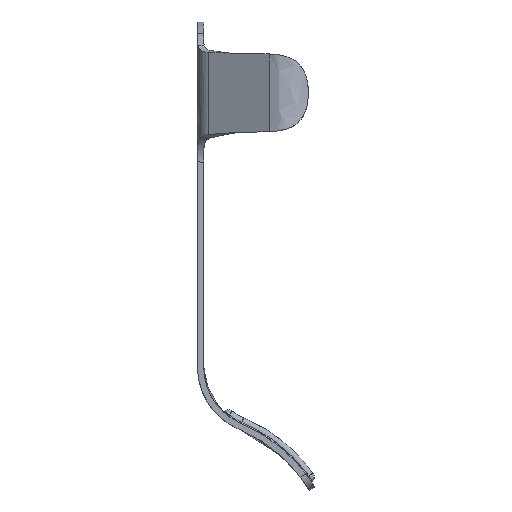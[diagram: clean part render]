
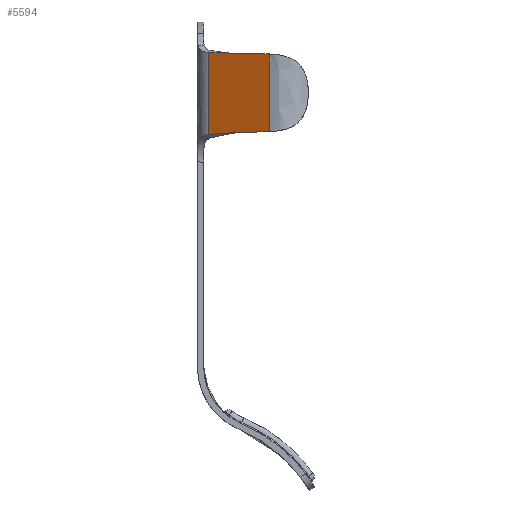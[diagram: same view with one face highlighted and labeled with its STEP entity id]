
A CAD part, left-side view. The second image highlights one B-rep face of the part: STEP entity #5594.
In plain terms, the highlighted free-form (B-spline) face has degree [1, 1] with [2, 2] control points.
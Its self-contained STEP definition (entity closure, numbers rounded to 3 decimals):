
#4613=CARTESIAN_POINT('',(-7.033,-0.89,4.531));
#4614=VERTEX_POINT('',#4613);
#4638=CARTESIAN_POINT('',(-7.605,-1.946,4.497));
#4639=VERTEX_POINT('',#4638);
#4640=CARTESIAN_POINT('',(-7.605,-1.946,4.497));
#4641=CARTESIAN_POINT('',(-7.414,-1.594,4.5));
#4642=CARTESIAN_POINT('',(-7.224,-1.242,4.509));
#4643=CARTESIAN_POINT('',(-7.033,-0.89,4.531));
#4644=QUASI_UNIFORM_CURVE('',3,(#4640,#4641,#4642,#4643),.UNSPECIFIED.,.F.,.U.);
#4645=EDGE_CURVE('',#4639,#4614,#4644,.T.);
#4723=CARTESIAN_POINT('',(-8.193,-3.032,-1.985));
#4724=VERTEX_POINT('',#4723);
#4732=CARTESIAN_POINT('',(-7.033,-0.89,-2.127));
#4733=VERTEX_POINT('',#4732);
#4734=CARTESIAN_POINT('',(-7.033,-0.89,-2.127));
#4735=CARTESIAN_POINT('',(-7.403,-1.573,-2.041));
#4736=CARTESIAN_POINT('',(-7.821,-2.345,-1.997));
#4737=CARTESIAN_POINT('',(-8.193,-3.032,-1.985));
#4738=B_SPLINE_CURVE_WITH_KNOTS('',3,(#4734,#4735,#4736,#4737),.UNSPECIFIED.,.F.,.U.,(4,4),(0.0,2.343),.UNSPECIFIED.);
#4739=EDGE_CURVE('',#4733,#4724,#4738,.T.);
#5210=CARTESIAN_POINT('',(-9.698,-5.809,4.406));
#5211=VERTEX_POINT('',#5210);
#5212=CARTESIAN_POINT('',(-9.698,-5.809,4.406));
#5213=CARTESIAN_POINT('',(-8.667,-3.905,4.484));
#5214=CARTESIAN_POINT('',(-7.605,-1.946,4.497));
#5222=(BOUNDED_CURVE()B_SPLINE_CURVE(2,(#5212,#5213,#5214),.UNSPECIFIED.,.F.,.U.)CURVE()GEOMETRIC_REPRESENTATION_ITEM()QUASI_UNIFORM_CURVE()RATIONAL_B_SPLINE_CURVE((1.0,0.995,1.0))REPRESENTATION_ITEM(''));
#5223=EDGE_CURVE('',#5211,#4639,#5222,.T.);
#5225=CARTESIAN_POINT('',(-9.698,-5.809,-1.906));
#5226=VERTEX_POINT('',#5225);
#5306=CARTESIAN_POINT('',(-8.193,-3.032,-1.985));
#5307=CARTESIAN_POINT('',(-8.955,-4.437,-1.962));
#5308=CARTESIAN_POINT('',(-9.698,-5.809,-1.906));
#5316=(BOUNDED_CURVE()B_SPLINE_CURVE(2,(#5306,#5307,#5308),.UNSPECIFIED.,.F.,.U.)CURVE()GEOMETRIC_REPRESENTATION_ITEM()QUASI_UNIFORM_CURVE()RATIONAL_B_SPLINE_CURVE((1.0,0.997,1.0))REPRESENTATION_ITEM(''));
#5317=EDGE_CURVE('',#4724,#5226,#5316,.T.);
#5569=CARTESIAN_POINT('',(-7.033,-0.89,-2.127));
#5570=CARTESIAN_POINT('',(-7.033,-0.89,4.531));
#5571=QUASI_UNIFORM_CURVE('',1,(#5569,#5570),.UNSPECIFIED.,.F.,.U.);
#5572=EDGE_CURVE('',#4733,#4614,#5571,.T.);
#5577=CARTESIAN_POINT('',(-9.831,-6.055,-2.46));
#5578=CARTESIAN_POINT('',(-6.9,-0.645,-2.46));
#5579=CARTESIAN_POINT('',(-9.831,-6.055,4.863));
#5580=CARTESIAN_POINT('',(-6.9,-0.645,4.863));
#5581=B_SPLINE_SURFACE_WITH_KNOTS('',1,1,((#5577,#5579),(#5578,#5580)),.UNSPECIFIED.,.F.,.F.,.U.,(2,2),(2,2),(0.0,6.153),(0.0,7.323),.UNSPECIFIED.);
#5582=ORIENTED_EDGE('',*,*,#5572,.F.);
#5583=ORIENTED_EDGE('',*,*,#4739,.T.);
#5584=ORIENTED_EDGE('',*,*,#5317,.T.);
#5585=CARTESIAN_POINT('',(-9.698,-5.809,-1.906));
#5586=CARTESIAN_POINT('',(-9.698,-5.809,4.406));
#5587=QUASI_UNIFORM_CURVE('',1,(#5585,#5586),.UNSPECIFIED.,.F.,.U.);
#5588=EDGE_CURVE('',#5226,#5211,#5587,.T.);
#5589=ORIENTED_EDGE('',*,*,#5588,.T.);
#5590=ORIENTED_EDGE('',*,*,#5223,.T.);
#5591=ORIENTED_EDGE('',*,*,#4645,.T.);
#5592=EDGE_LOOP('',(#5582,#5583,#5584,#5589,#5590,#5591));
#5593=FACE_OUTER_BOUND('',#5592,.T.);
#5594=ADVANCED_FACE('',(#5593),#5581,.F.);
